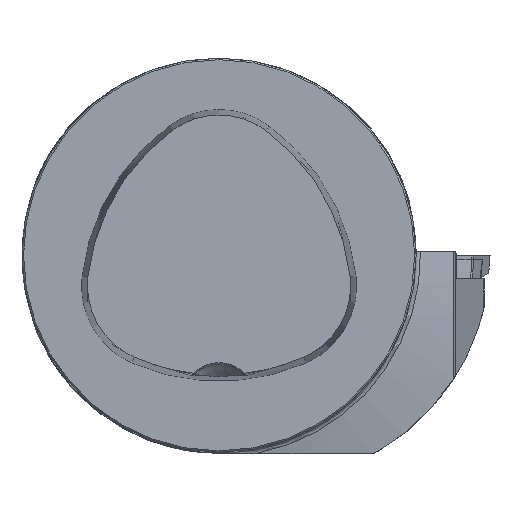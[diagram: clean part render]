
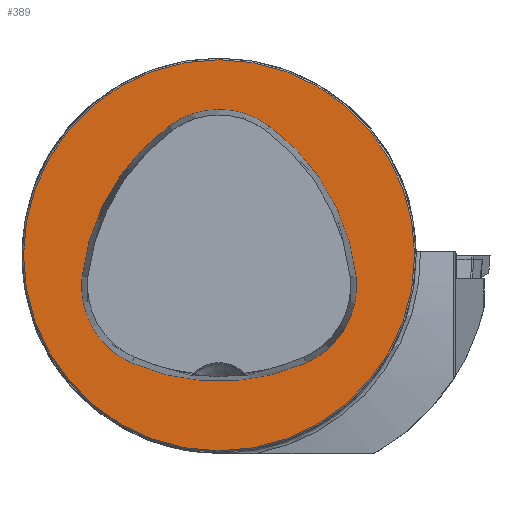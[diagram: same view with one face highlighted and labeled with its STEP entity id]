
A CAD part, top view. The second image highlights one B-rep face of the part: STEP entity #389.
In plain terms, the highlighted planar face has unit normal (0, 0, 1).
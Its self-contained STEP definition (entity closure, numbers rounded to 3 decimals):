
#122=FACE_BOUND('',#732,.T.);
#123=FACE_BOUND('',#733,.T.);
#227=CIRCLE('',#2684,44.075);
#229=CIRCLE('',#2687,44.075);
#230=CIRCLE('',#2688,17.075);
#231=CIRCLE('',#2689,17.075);
#232=CIRCLE('',#2690,44.075);
#233=CIRCLE('',#2691,17.075);
#234=CIRCLE('',#2692,39.7);
#389=ADVANCED_FACE('CU_FL_N1_SU_1',(#122,#123),#524,.T.);
#524=PLANE('',#2693);
#732=EDGE_LOOP('',(#1073,#1074,#1075,#1076,#1077,#1078));
#733=EDGE_LOOP('',(#1079));
#1073=ORIENTED_EDGE('',*,*,#2020,.F.);
#1074=ORIENTED_EDGE('',*,*,#2021,.F.);
#1075=ORIENTED_EDGE('',*,*,#2013,.F.);
#1076=ORIENTED_EDGE('',*,*,#2022,.F.);
#1077=ORIENTED_EDGE('',*,*,#2023,.F.);
#1078=ORIENTED_EDGE('',*,*,#2024,.F.);
#1079=ORIENTED_EDGE('',*,*,#2025,.T.);
#1759=VERTEX_POINT('',#4172);
#1760=VERTEX_POINT('',#4174);
#1766=VERTEX_POINT('',#4206);
#1767=VERTEX_POINT('',#4207);
#1768=VERTEX_POINT('',#4210);
#1769=VERTEX_POINT('',#4212);
#1770=VERTEX_POINT('',#4215);
#2013=EDGE_CURVE('',#1759,#1760,#227,.T.);
#2020=EDGE_CURVE('',#1766,#1767,#229,.T.);
#2021=EDGE_CURVE('',#1760,#1766,#230,.T.);
#2022=EDGE_CURVE('',#1768,#1759,#231,.T.);
#2023=EDGE_CURVE('',#1769,#1768,#232,.T.);
#2024=EDGE_CURVE('',#1767,#1769,#233,.T.);
#2025=EDGE_CURVE('',#1770,#1770,#234,.T.);
#2684=AXIS2_PLACEMENT_3D('',#4173,#3042,#3043);
#2687=AXIS2_PLACEMENT_3D('',#4205,#3049,#3050);
#2688=AXIS2_PLACEMENT_3D('',#4208,#3051,#3052);
#2689=AXIS2_PLACEMENT_3D('',#4209,#3053,#3054);
#2690=AXIS2_PLACEMENT_3D('',#4211,#3055,#3056);
#2691=AXIS2_PLACEMENT_3D('',#4213,#3057,#3058);
#2692=AXIS2_PLACEMENT_3D('',#4214,#3059,#3060);
#2693=AXIS2_PLACEMENT_3D('',#4216,#3061,#3062);
#3042=DIRECTION('',(0.,0.,1.));
#3043=DIRECTION('',(-1.,0.,0.));
#3049=DIRECTION('',(0.,0.,1.));
#3050=DIRECTION('',(-1.,0.,0.));
#3051=DIRECTION('',(0.,0.,1.));
#3052=DIRECTION('',(-1.,0.,0.));
#3053=DIRECTION('',(0.,0.,1.));
#3054=DIRECTION('',(-1.,0.,0.));
#3055=DIRECTION('',(0.,0.,1.));
#3056=DIRECTION('',(-1.,0.,0.));
#3057=DIRECTION('',(0.,0.,1.));
#3058=DIRECTION('',(-1.,0.,0.));
#3059=DIRECTION('',(0.,0.,1.));
#3060=DIRECTION('',(-1.,0.,0.));
#3061=DIRECTION('',(0.,0.,1.));
#3062=DIRECTION('',(-1.,0.,0.));
#4172=CARTESIAN_POINT('',(-17.691,-21.869,0.));
#4173=CARTESIAN_POINT('',(0.,18.5,0.));
#4174=CARTESIAN_POINT('',(17.691,-21.869,0.));
#4205=CARTESIAN_POINT('',(-15.993,-9.254,0.));
#4206=CARTESIAN_POINT('',(27.805,-4.317,0.));
#4207=CARTESIAN_POINT('',(10.114,26.257,0.));
#4208=CARTESIAN_POINT('',(10.837,-6.23,0.));
#4209=CARTESIAN_POINT('',(-10.837,-6.23,0.));
#4210=CARTESIAN_POINT('',(-27.805,-4.317,0.));
#4211=CARTESIAN_POINT('',(15.993,-9.254,0.));
#4212=CARTESIAN_POINT('',(-10.114,26.257,0.));
#4213=CARTESIAN_POINT('',(0.,12.5,0.));
#4214=CARTESIAN_POINT('',(0.,0.,0.));
#4215=CARTESIAN_POINT('',(-39.7,0.,0.));
#4216=CARTESIAN_POINT('',(0.,0.,0.));
